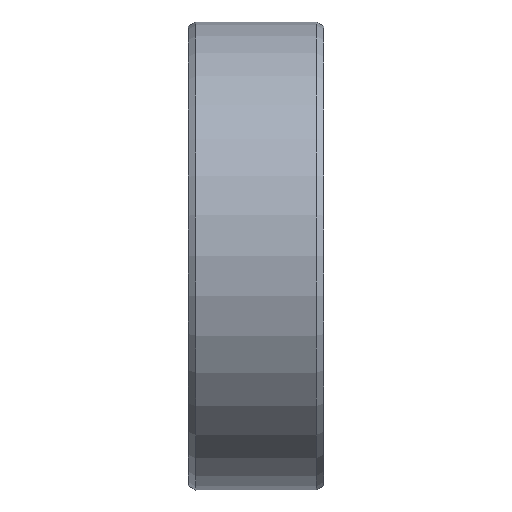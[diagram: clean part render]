
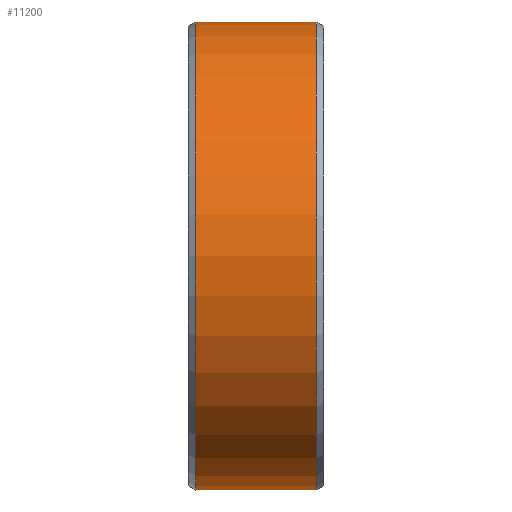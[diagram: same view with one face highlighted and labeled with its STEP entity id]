
A CAD part, top view. The second image highlights one B-rep face of the part: STEP entity #11200.
In plain terms, the highlighted cylindrical face has radius 26 mm (diameter 52 mm), a partial arc.
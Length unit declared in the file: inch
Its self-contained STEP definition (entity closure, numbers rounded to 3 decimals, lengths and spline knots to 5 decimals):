
#10553=CARTESIAN_POINT('',(-0.26378,0.,0.));
#10554=DIRECTION('',(-1.,0.,0.));
#10555=DIRECTION('',(0.,0.,1.));
#10556=AXIS2_PLACEMENT_3D('',#10553,#10554,#10555);
#10558=CARTESIAN_POINT('',(-0.26378,0.,0.));
#10559=DIRECTION('',(-1.,0.,0.));
#10560=DIRECTION('',(0.,-1.,0.));
#10561=AXIS2_PLACEMENT_3D('',#10558,#10559,#10560);
#10581=DIRECTION('',(-1.,0.,0.));
#10582=VECTOR('',#10581,0.52756);
#10583=CARTESIAN_POINT('',(0.26378,1.02362,
0.));
#10584=LINE('',#10583,#10582);
#10585=DIRECTION('',(1.,0.,0.));
#10586=VECTOR('',#10585,0.52756);
#10587=CARTESIAN_POINT('',(-0.26378,-1.02362,
0.));
#10588=LINE('',#10587,#10586);
#10597=CARTESIAN_POINT('',(0.26378,0.,0.));
#10598=DIRECTION('',(1.,0.,0.));
#10599=DIRECTION('',(0.,0.,1.));
#10600=AXIS2_PLACEMENT_3D('',#10597,#10598,#10599);
#10602=CARTESIAN_POINT('',(0.26378,0.,0.));
#10603=DIRECTION('',(1.,0.,0.));
#10604=DIRECTION('',(0.,1.,0.));
#10605=AXIS2_PLACEMENT_3D('',#10602,#10603,#10604);
#10854=CARTESIAN_POINT('',(-0.26378,1.02362,
0.));
#10856=VERTEX_POINT('',#10854);
#10863=CARTESIAN_POINT('',(-0.26378,-1.02362,
0.));
#10864=VERTEX_POINT('',#10863);
#10867=CARTESIAN_POINT('',(0.26378,1.02362,
0.));
#10868=VERTEX_POINT('',#10867);
#10869=CARTESIAN_POINT('',(-0.26378,0.,1.02362));
#10870=VERTEX_POINT('',#10869);
#10875=CARTESIAN_POINT('',(0.26378,0.,1.02362));
#10876=VERTEX_POINT('',#10875);
#10879=CARTESIAN_POINT('',(0.26378,-1.02362,0.));
#10880=VERTEX_POINT('',#10879);
#11185=CARTESIAN_POINT('',(-0.29528,0.,0.));
#11186=DIRECTION('',(1.,0.,0.));
#11187=DIRECTION('',(0.,-1.,0.));
#11188=AXIS2_PLACEMENT_3D('',#11185,#11186,#11187);
#11189=CYLINDRICAL_SURFACE('',#11188,1.02362);
#11190=ORIENTED_EDGE('',*,*,#11178,.F.);
#11192=ORIENTED_EDGE('',*,*,#11191,.T.);
#11194=ORIENTED_EDGE('',*,*,#11193,.T.);
#11195=ORIENTED_EDGE('',*,*,#11172,.F.);
#11196=ORIENTED_EDGE('',*,*,#11146,.T.);
#11197=ORIENTED_EDGE('',*,*,#11144,.T.);
#11198=EDGE_LOOP('',(#11190,#11192,#11194,#11195,#11196,#11197));
#11199=FACE_OUTER_BOUND('',#11198,.F.);
#10557=CIRCLE('',#10556,1.02362);
#10562=CIRCLE('',#10561,1.02362);
#10601=CIRCLE('',#10600,1.02362);
#10606=CIRCLE('',#10605,1.02362);
#11144=EDGE_CURVE('',#10870,#10856,#10557,.T.);
#11146=EDGE_CURVE('',#10864,#10870,#10562,.T.);
#11172=EDGE_CURVE('',#10864,#10880,#10588,.T.);
#11178=EDGE_CURVE('',#10868,#10856,#10584,.T.);
#11191=EDGE_CURVE('',#10868,#10876,#10606,.T.);
#11193=EDGE_CURVE('',#10876,#10880,#10601,.T.);
#11200=ADVANCED_FACE('',(#11199),#11189,.T.);
